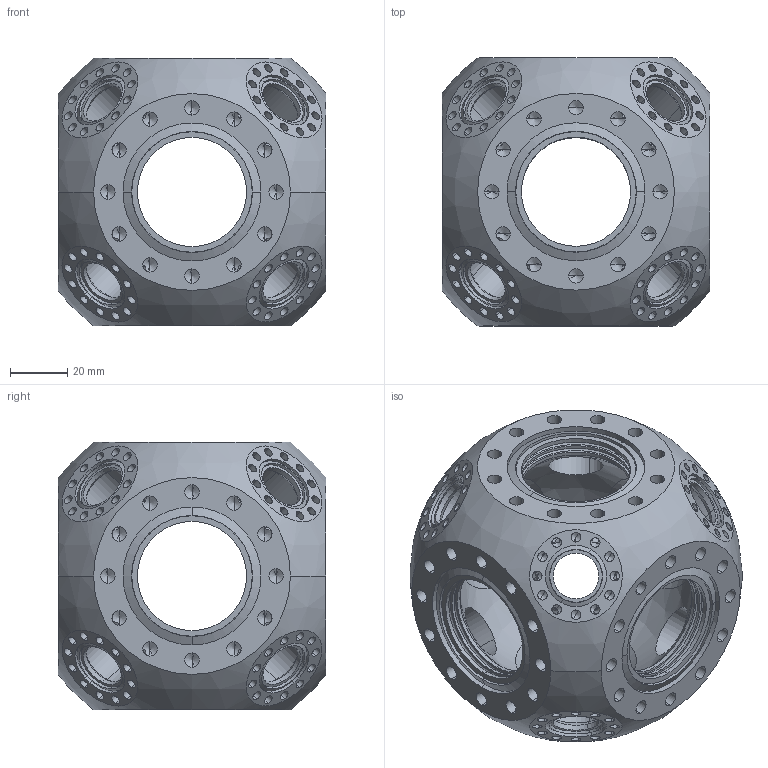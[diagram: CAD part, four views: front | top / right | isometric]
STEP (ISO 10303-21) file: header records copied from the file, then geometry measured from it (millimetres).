
FILE_DESCRIPTION (( 'STEP AP214' ), '1' );
FILE_NAME ('多面体-6CF35+8CF16.STEP', '2023-09-27T00:45:28', ( '' ), ( '' ), 'SwSTEP 2.0', 'SolidWorks 2020', '' );
FILE_SCHEMA (( 'AUTOMOTIVE_DESIGN' ));
Length unit declared in the file: millimetre
Products named in the file (1): 嗣醱极-6CF35+8CF16
Bounding box: 93.5 x 93.5 x 93.5 mm (x, y, z)
Volume: 258285.1 mm3; surface area: 85493.2 mm2
Topology: 1 solids, 1 shells, 936 faces, 2466 edges, 1410 vertices
Faces by surface type: cylinder 456, cone 396, plane 56, torus 24, sphere 4
Entity records: 33302 total; most frequent: CARTESIAN_POINT 7053, DIRECTION 4886, ORIENTED_EDGE 4440, EDGE_CURVE 2220, AXIS2_PLACEMENT_3D 2041, VERTEX_POINT 1408, EDGE_LOOP 1180, CIRCLE 1104
